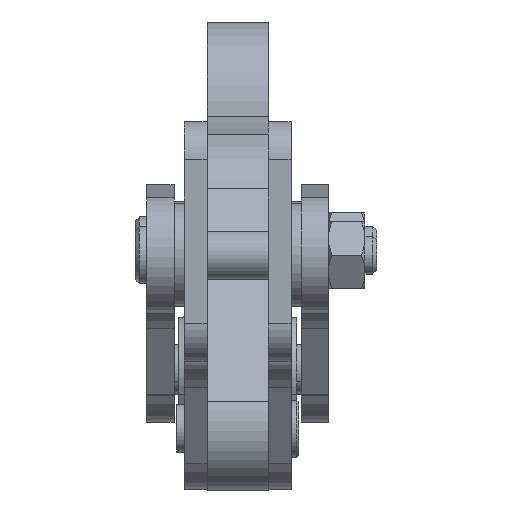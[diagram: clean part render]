
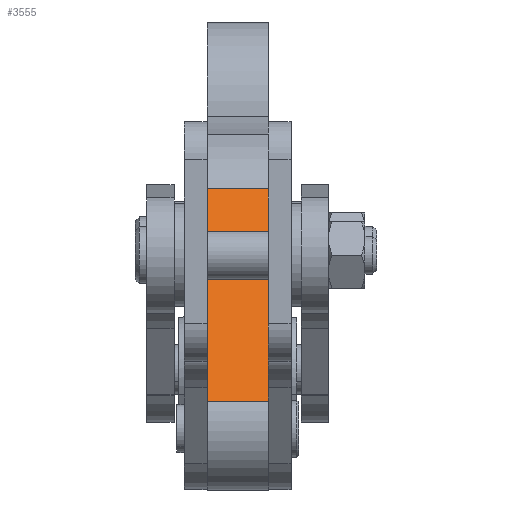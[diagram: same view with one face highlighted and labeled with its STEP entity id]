
A CAD part, front view. The second image highlights one B-rep face of the part: STEP entity #3555.
In plain terms, the highlighted planar face has unit normal (0, -0.896, 0.443).
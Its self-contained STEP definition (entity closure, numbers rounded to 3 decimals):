
#30 = DIRECTION ( 'NONE',  ( -1., 0., 0. ) ) ;
#143 = CARTESIAN_POINT ( 'NONE',  ( 8., 49.588, -36.398 ) ) ;
#238 = DIRECTION ( 'NONE',  ( -1., 0., 0. ) ) ;
#657 = CARTESIAN_POINT ( 'NONE',  ( 8.5, 49.588, -36.398 ) ) ;
#717 = CARTESIAN_POINT ( 'NONE',  ( 8., 49.588, -36.398 ) ) ;
#932 = VERTEX_POINT ( 'NONE', #143 ) ;
#1025 = EDGE_CURVE ( 'NONE', #4606, #7568, #8237, .T. ) ;
#1060 = VECTOR ( 'NONE', #8842, 1000. ) ;
#1281 = CARTESIAN_POINT ( 'NONE',  ( -8., 49.588, -36.398 ) ) ;
#1636 = CARTESIAN_POINT ( 'NONE',  ( 8., 77.256, 19.554 ) ) ;
#1950 = VERTEX_POINT ( 'NONE', #1281 ) ;
#2501 = CARTESIAN_POINT ( 'NONE',  ( -8., 77.256, 19.554 ) ) ;
#2987 = LINE ( 'NONE', #717, #1060 ) ;
#3206 = DIRECTION ( 'NONE',  ( 0., 0.443, 0.896 ) ) ;
#3415 = CARTESIAN_POINT ( 'NONE',  ( -8., 49.588, -36.398 ) ) ;
#3555 = ADVANCED_FACE ( 'NONE', ( #5250 ), #8895, .F. ) ;
#3749 = ORIENTED_EDGE ( 'NONE', *, *, #7932, .F. ) ;
#3863 = AXIS2_PLACEMENT_3D ( 'NONE', #657, #5995, #3206 ) ;
#4606 = VERTEX_POINT ( 'NONE', #1636 ) ;
#5250 = FACE_OUTER_BOUND ( 'NONE', #8942, .T. ) ;
#5389 = LINE ( 'NONE', #7766, #6533 ) ;
#5712 = EDGE_CURVE ( 'NONE', #932, #4606, #2987, .T. ) ;
#5995 = DIRECTION ( 'NONE',  ( 0., 0.896, -0.443 ) ) ;
#6143 = CARTESIAN_POINT ( 'NONE',  ( 8.5, 77.256, 19.554 ) ) ;
#6378 = ORIENTED_EDGE ( 'NONE', *, *, #8714, .T. ) ;
#6432 = VECTOR ( 'NONE', #6855, 1000. ) ;
#6533 = VECTOR ( 'NONE', #238, 1000. ) ;
#6760 = ORIENTED_EDGE ( 'NONE', *, *, #5712, .T. ) ;
#6855 = DIRECTION ( 'NONE',  ( 0., -0.443, -0.896 ) ) ;
#7568 = VERTEX_POINT ( 'NONE', #2501 ) ;
#7637 = ORIENTED_EDGE ( 'NONE', *, *, #1025, .T. ) ;
#7766 = CARTESIAN_POINT ( 'NONE',  ( 8.5, 49.588, -36.398 ) ) ;
#7932 = EDGE_CURVE ( 'NONE', #932, #1950, #5389, .T. ) ;
#8237 = LINE ( 'NONE', #6143, #9030 ) ;
#8245 = LINE ( 'NONE', #3415, #6432 ) ;
#8714 = EDGE_CURVE ( 'NONE', #7568, #1950, #8245, .T. ) ;
#8842 = DIRECTION ( 'NONE',  ( 0., 0.443, 0.896 ) ) ;
#8895 = PLANE ( 'NONE',  #3863 ) ;
#8942 = EDGE_LOOP ( 'NONE', ( #3749, #6760, #7637, #6378 ) ) ;
#9030 = VECTOR ( 'NONE', #30, 1000. ) ;
